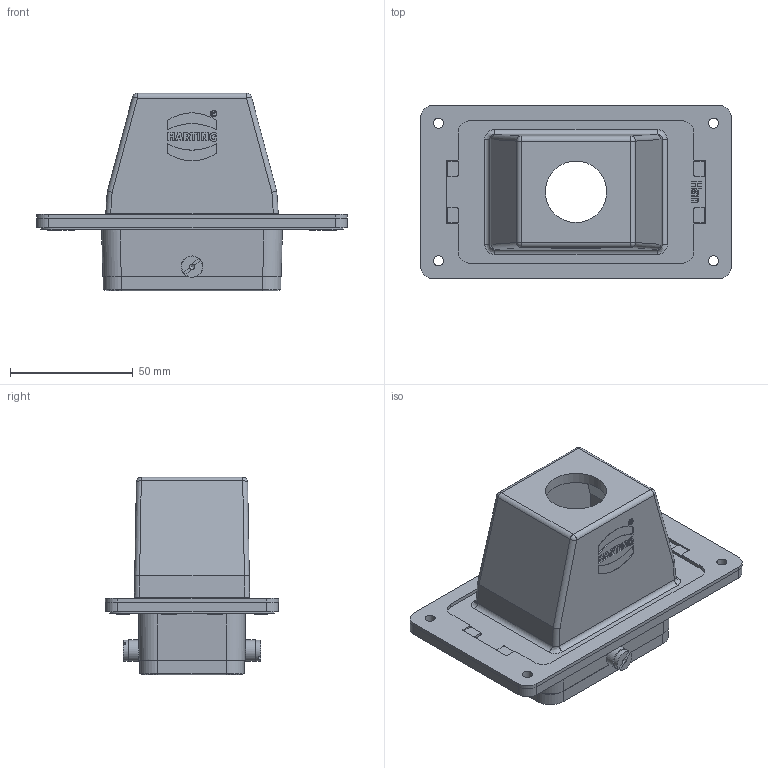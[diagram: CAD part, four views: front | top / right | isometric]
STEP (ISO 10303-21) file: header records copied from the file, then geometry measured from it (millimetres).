
FILE_DESCRIPTION(/* description */ (''),/* implementation_level */ '2;1');
FILE_NAME(/* name */ '100759139ugm000_c.stp',/* time_stamp */ '2019-09-24T07:50:54+02:00',/* author */ (''),/* organization */ (''),/* preprocessor_version */ 'ST-DEVELOPER v16.7',/* originating_system */ 'SIEMENS PLM Software NX 12.0',/* authorisation */ '');
FILE_SCHEMA (('AUTOMOTIVE_DESIGN { 1 0 10303 214 3 1 1 1 }'));
Length unit declared in the file: millimetre
Products named in the file (1): 100759139ugm000_c
Bounding box: 126.52 x 70.52 x 80.4 mm (x, y, z)
Volume: 115160.5 mm3; surface area: 50233 mm2
Topology: 1 solids, 1 shells, 756 faces, 3093 edges, 3418 vertices
Faces by surface type: plane 480, cylinder 157, bspline 84, cone 21, torus 10, sphere 4
Full cylindrical faces by diameter (mm): 2.2 x3, 2.6 x1, 2.9 x2, 3 x4, 4.1 x4, 5.37 x2, 8.5 x2, 8.8 x2, 25 x1
Entity records: 36130 total; most frequent: CARTESIAN_POINT 8467, DIRECTION 4046, ORIENTED_EDGE 3952, EDGE_CURVE 1976, LINE 1932, VECTOR 1932, PRESENTATION_STYLE_ASSIGNMENT 1378, VERTEX_POINT 1330
